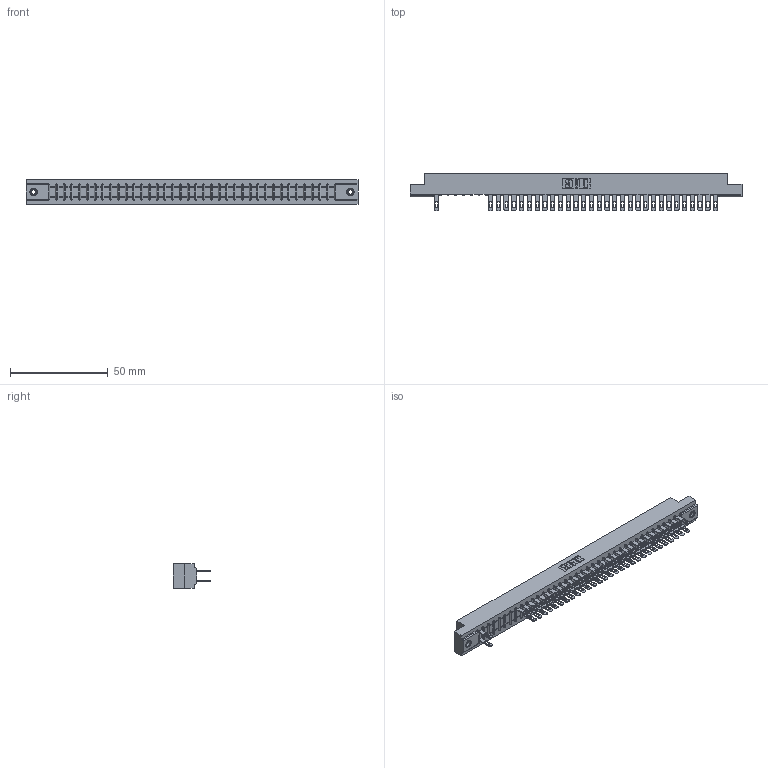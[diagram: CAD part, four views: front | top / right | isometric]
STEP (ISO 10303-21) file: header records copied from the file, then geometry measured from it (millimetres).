
FILE_DESCRIPTION (( 'STEP AP203' ), '1' );
FILE_NAME ('307-074-500-208.STEP', '2018-08-06T15:56:08', ( '' ), ( '' ), 'SwSTEP 2.0', 'SolidWorks 2016', '' );
FILE_SCHEMA (( 'CONFIG_CONTROL_DESIGN' ));
Length unit declared in the file: inch
Products named in the file (4): 307 Part_.156 Dia Mounting Holes; 307-290-001_500; 345-250-001_345-250-003-102; 307-074-500-208
Assembly tree (64 placements, depth 2):
  307-074-500-208
    307 Part_.156 Dia Mounting Holes
    307-290-001_500  x61
    345-250-001_345-250-003-102  x2
Bounding box: 169.62 x 19.18 x 12.7 mm (x, y, z)
Volume: 18001.7 mm3; surface area: 21811.3 mm2
Topology: 64 solids, 64 shells, 3152 faces, 8805 edges, 5678 vertices
Faces by surface type: plane 2010, cylinder 1050, sphere 76, cone 12, torus 4
Entity records: 34263 total; most frequent: CARTESIAN_POINT 5643, ORIENTED_EDGE 5598, DIRECTION 5527, EDGE_CURVE 2799, LINE 2143, VECTOR 2143, VERTEX_POINT 1808, AXIS2_PLACEMENT_3D 1692
